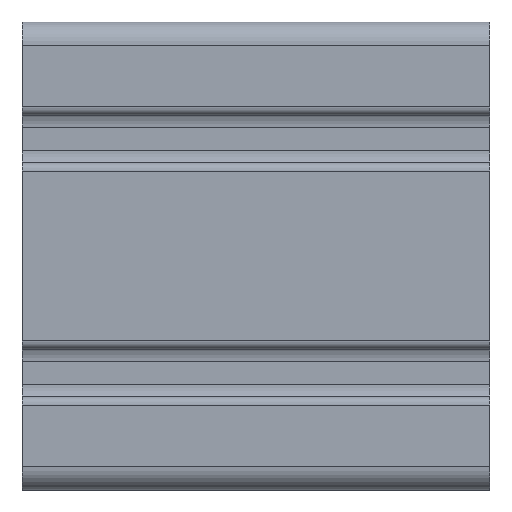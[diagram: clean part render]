
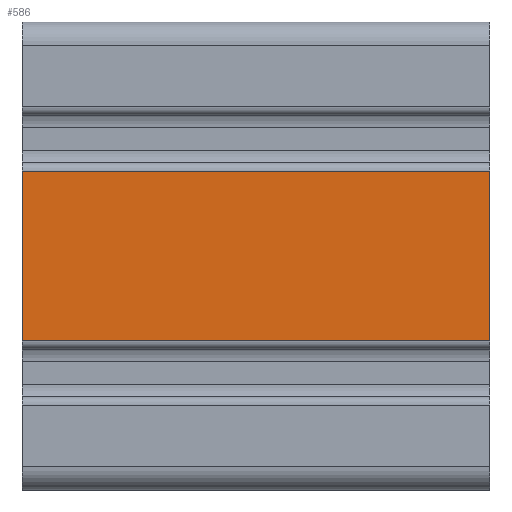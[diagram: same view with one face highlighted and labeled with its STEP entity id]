
A CAD part, left-side view. The second image highlights one B-rep face of the part: STEP entity #586.
In plain terms, the highlighted planar face has unit normal (-1, 0, 0).
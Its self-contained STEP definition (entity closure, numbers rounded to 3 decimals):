
#586 = ADVANCED_FACE( '', ( #1407 ), #1408, .F. );
#1407 = FACE_OUTER_BOUND( '', #2458, .T. );
#1408 = PLANE( '', #2459 );
#2458 = EDGE_LOOP( '', ( #4375, #4376, #4377, #4378 ) );
#2459 = AXIS2_PLACEMENT_3D( '', #4379, #4380, #4381 );
#4375 = ORIENTED_EDGE( '', *, *, #6963, .T. );
#4376 = ORIENTED_EDGE( '', *, *, #7283, .F. );
#4377 = ORIENTED_EDGE( '', *, *, #7284, .F. );
#4378 = ORIENTED_EDGE( '', *, *, #7131, .T. );
#4379 = CARTESIAN_POINT( '', ( -25., 100., -18.1 ) );
#4380 = DIRECTION( '', ( 1., 0., 0. ) );
#4381 = DIRECTION( '', ( 0., 0., -1. ) );
#6963 = EDGE_CURVE( '', #8642, #8640, #8643, .T. );
#7131 = EDGE_CURVE( '', #8942, #8642, #8943, .T. );
#7283 = EDGE_CURVE( '', #9158, #8640, #9159, .T. );
#7284 = EDGE_CURVE( '', #8942, #9158, #9160, .T. );
#8640 = VERTEX_POINT( '', #10851 );
#8642 = VERTEX_POINT( '', #10853 );
#8643 = LINE( '', #10854, #10855 );
#8942 = VERTEX_POINT( '', #11220 );
#8943 = LINE( '', #11221, #11222 );
#9158 = VERTEX_POINT( '', #11518 );
#9159 = LINE( '', #11519, #11520 );
#9160 = LINE( '', #11521, #11522 );
#10851 = CARTESIAN_POINT( '', ( -25., 0., 18.1 ) );
#10853 = CARTESIAN_POINT( '', ( -25., 0., -18.1 ) );
#10854 = CARTESIAN_POINT( '', ( -25., 0., -18.1 ) );
#10855 = VECTOR( '', #13228, 1000. );
#11220 = CARTESIAN_POINT( '', ( -25., 100., -18.1 ) );
#11221 = CARTESIAN_POINT( '', ( -25., 100., -18.1 ) );
#11222 = VECTOR( '', #13577, 1000. );
#11518 = CARTESIAN_POINT( '', ( -25., 100., 18.1 ) );
#11519 = CARTESIAN_POINT( '', ( -25., 100., 18.1 ) );
#11520 = VECTOR( '', #13737, 1000. );
#11521 = CARTESIAN_POINT( '', ( -25., 100., -18.1 ) );
#11522 = VECTOR( '', #13738, 1000. );
#13228 = DIRECTION( '', ( 0., 0., 1. ) );
#13577 = DIRECTION( '', ( 0., -1., 0. ) );
#13737 = DIRECTION( '', ( 0., -1., 0. ) );
#13738 = DIRECTION( '', ( 0., 0., 1. ) );
